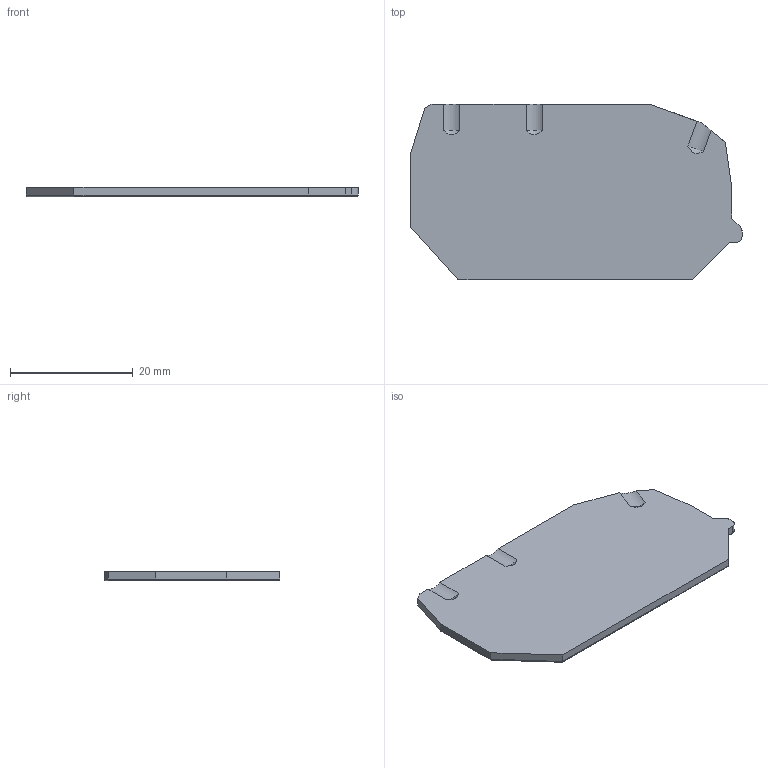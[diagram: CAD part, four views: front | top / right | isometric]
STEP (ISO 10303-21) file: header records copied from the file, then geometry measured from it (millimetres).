
FILE_DESCRIPTION(/* description */ (''),/* implementation_level */ '2;1');
FILE_NAME(/* name */ '3795_ZAP_SR_3A_35_iso.stp',/* time_stamp */ '2011-08-05T11:38:28+02:00',/* author */ (''),/* organization */ (''),/* preprocessor_version */ 'ST-DEVELOPER v11',/* originating_system */ 'SIEMENS UGS NX 6.0',/* authorisation */ '');
FILE_SCHEMA (('CONFIG_CONTROL_DESIGN'));
Length unit declared in the file: millimetre
Products named in the file (1): 3795_ZAP_SR_3A_35_iso
Bounding box: 54.2 x 28.7 x 1.6 mm (x, y, z)
Volume: 2234.6 mm3; surface area: 3027.7 mm2
Topology: 1 solids, 1 shells, 40 faces, 98 edges, 60 vertices
Faces by surface type: cylinder 19, plane 16, cone 3, torus 2
Entity records: 1260 total; most frequent: CARTESIAN_POINT 255, ORIENTED_EDGE 196, DIRECTION 180, EDGE_CURVE 98, LINE 66, VECTOR 66, VERTEX_POINT 60, AXIS2_PLACEMENT_3D 57
